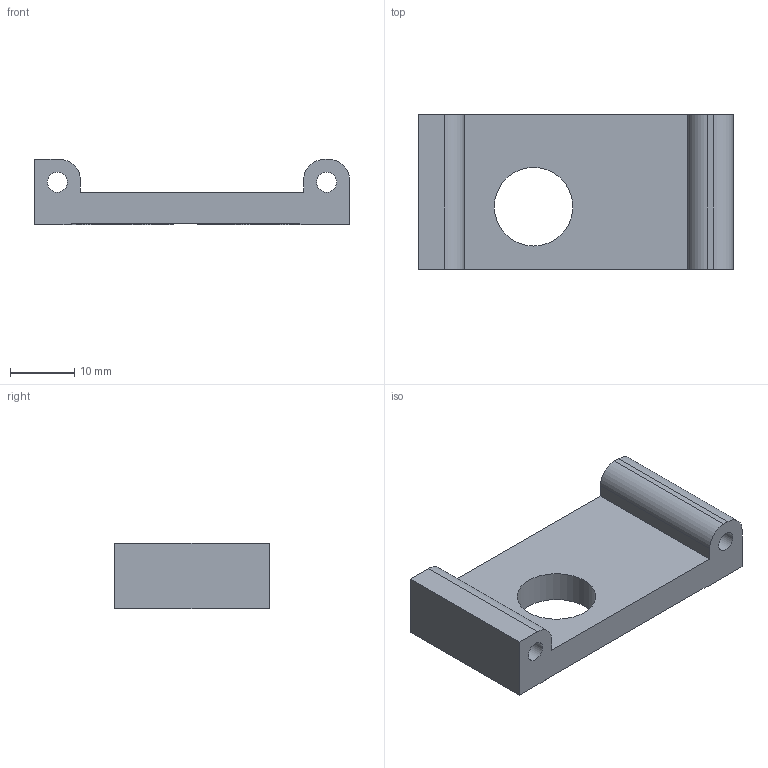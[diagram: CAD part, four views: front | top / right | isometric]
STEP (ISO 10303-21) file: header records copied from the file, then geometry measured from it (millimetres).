
FILE_DESCRIPTION(/* description */ ('STEP AP242','CAx-IF Rec.Pracs.---Representation and Presentation of Product Manufacturing Information (PMI)---4.0---2014-10-13','CAx-IF Rec.Pracs.---3D Tessellated Geometry---0.4---2014-09-14','2;1'),/* implementation_level */ '2;1');
FILE_NAME(/* name */ '68736c5e2e031f70500d447d',/* time_stamp */ '2025-07-13T08:20:47Z',/* author */ (''),/* organization */ (''),/* preprocessor_version */ 'ST-DEVELOPER v20',/* originating_system */ 'ONSHAPE BY PTC INC, 1.200',/* authorisation */ ' ');
FILE_SCHEMA (('AP242_MANAGED_MODEL_BASED_3D_ENGINEERING_MIM_LF { 1 0 10303 442 1 1 4 }'));
Length unit declared in the file: metre
Products named in the file (1): retaining_plate
Bounding box: 48.9 x 24 x 10.1 mm (x, y, z)
Volume: 6450.7 mm3; surface area: 4000 mm2
Topology: 1 solids, 1 shells, 28 faces, 68 edges, 46 vertices
Faces by surface type: plane 16, cylinder 12
Full cylindrical faces by diameter (mm): 2.9 x4, 3.1 x2, 12.2 x1
Entity records: 813 total; most frequent: DIRECTION 141, CARTESIAN_POINT 132, ORIENTED_EDGE 118, EDGE_CURVE 59, AXIS2_PLACEMENT_3D 53, EDGE_LOOP 45, FACE_BOUND 45, VERTEX_POINT 44
